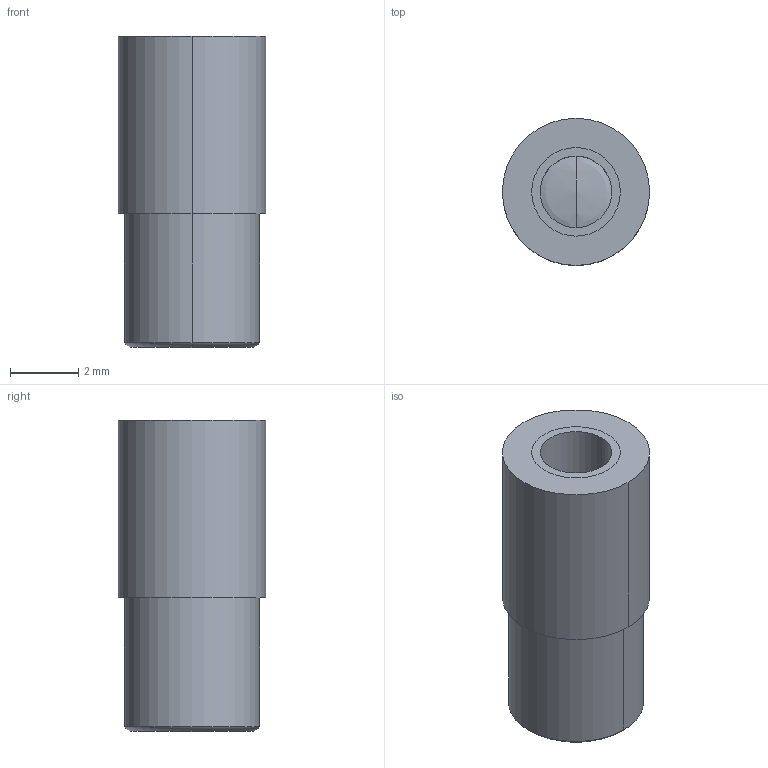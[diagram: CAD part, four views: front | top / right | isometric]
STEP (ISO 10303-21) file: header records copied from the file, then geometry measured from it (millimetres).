
FILE_DESCRIPTION((''),'2;1');
FILE_NAME('214915_ASM','2019-10-29T08:19:45',('pdmadmin'),('BANNER ENGINEERING'),'CREO PARAMETRIC BY PTC INC, 2018300','CREO PARAMETRIC BY PTC INC, 2018300','');
FILE_SCHEMA(('CONFIG_CONTROL_DESIGN'));
Length unit declared in the file: inch
Products named in the file (4): 153237_AF0; 59518_AF0; 153237_ASM; 214915_ASM
Assembly tree (3 placements, depth 3):
  214915_ASM
    153237_ASM
      153237_AF0
      59518_AF0
Bounding box: 4.32 x 4.32 x 9.14 mm (x, y, z)
Volume: 76.6 mm3; surface area: 280.9 mm2
Topology: 2 solids, 3 shells, 24 faces, 52 edges, 30 vertices
Faces by surface type: cylinder 14, plane 4, sphere 4, torus 2
Entity records: 776 total; most frequent: DIRECTION 152, CARTESIAN_POINT 113, ORIENTED_EDGE 92, AXIS2_PLACEMENT_3D 69, EDGE_CURVE 48, CIRCLE 34, VERTEX_POINT 30, EDGE_LOOP 28
